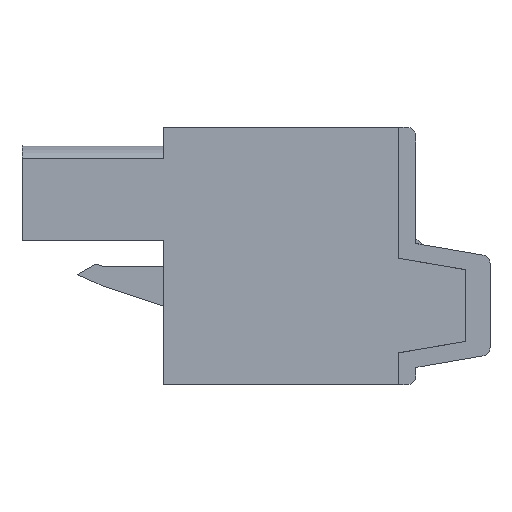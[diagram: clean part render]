
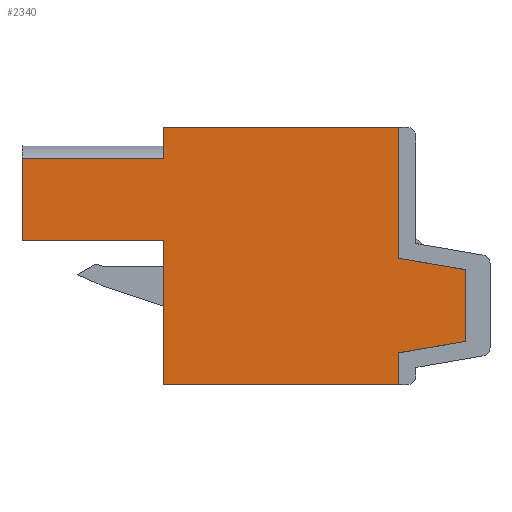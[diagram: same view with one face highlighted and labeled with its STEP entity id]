
A CAD part, left-side view. The second image highlights one B-rep face of the part: STEP entity #2340.
In plain terms, the highlighted planar face has unit normal (-1, 0, 0).
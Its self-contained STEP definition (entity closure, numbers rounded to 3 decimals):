
#2340 = ADVANCED_FACE( '', ( #4608 ), #4609, .F. );
#4608 = FACE_OUTER_BOUND( '', #6802, .T. );
#4609 = PLANE( '', #6803 );
#6802 = EDGE_LOOP( '', ( #13332, #13333, #13334, #13335, #13336, #13337, #13338, #13339, #13340, #13341, #13342, #13343 ) );
#6803 = AXIS2_PLACEMENT_3D( '', #13344, #13345, #13346 );
#13332 = ORIENTED_EDGE( '', *, *, #13818, .F. );
#13333 = ORIENTED_EDGE( '', *, *, #15880, .F. );
#13334 = ORIENTED_EDGE( '', *, *, #15847, .F. );
#13335 = ORIENTED_EDGE( '', *, *, #15224, .F. );
#13336 = ORIENTED_EDGE( '', *, *, #15604, .T. );
#13337 = ORIENTED_EDGE( '', *, *, #15066, .F. );
#13338 = ORIENTED_EDGE( '', *, *, #16010, .F. );
#13339 = ORIENTED_EDGE( '', *, *, #14991, .F. );
#13340 = ORIENTED_EDGE( '', *, *, #14133, .F. );
#13341 = ORIENTED_EDGE( '', *, *, #16041, .F. );
#13342 = ORIENTED_EDGE( '', *, *, #15619, .F. );
#13343 = ORIENTED_EDGE( '', *, *, #14738, .F. );
#13344 = CARTESIAN_POINT( '', ( -12.7, 0., 0. ) );
#13345 = DIRECTION( '', ( 1., 0., 0. ) );
#13346 = DIRECTION( '', ( 0., 0., -1. ) );
#13818 = EDGE_CURVE( '', #16728, #16729, #16730, .T. );
#14133 = EDGE_CURVE( '', #17285, #17287, #17288, .T. );
#14738 = EDGE_CURVE( '', #16729, #18248, #18249, .T. );
#14991 = EDGE_CURVE( '', #17287, #18618, #18619, .T. );
#15066 = EDGE_CURVE( '', #18730, #18732, #18733, .T. );
#15224 = EDGE_CURVE( '', #18948, #18950, #18951, .T. );
#15604 = EDGE_CURVE( '', #18948, #18732, #19436, .T. );
#15619 = EDGE_CURVE( '', #18248, #19453, #19454, .T. );
#15847 = EDGE_CURVE( '', #18950, #19715, #19717, .T. );
#15880 = EDGE_CURVE( '', #19715, #16728, #19752, .T. );
#16010 = EDGE_CURVE( '', #18618, #18730, #19892, .T. );
#16041 = EDGE_CURVE( '', #19453, #17285, #19923, .T. );
#16728 = VERTEX_POINT( '', #20903 );
#16729 = VERTEX_POINT( '', #20904 );
#16730 = LINE( '', #20905, #20906 );
#17285 = VERTEX_POINT( '', #21692 );
#17287 = VERTEX_POINT( '', #21695 );
#17288 = LINE( '', #21696, #21697 );
#18248 = VERTEX_POINT( '', #23113 );
#18249 = LINE( '', #23114, #23115 );
#18618 = VERTEX_POINT( '', #23651 );
#18619 = LINE( '', #23652, #23653 );
#18730 = VERTEX_POINT( '', #23816 );
#18732 = VERTEX_POINT( '', #23819 );
#18733 = LINE( '', #23820, #23821 );
#18948 = VERTEX_POINT( '', #24146 );
#18950 = VERTEX_POINT( '', #24149 );
#18951 = LINE( '', #24150, #24151 );
#19436 = LINE( '', #24885, #24886 );
#19453 = VERTEX_POINT( '', #24912 );
#19454 = LINE( '', #24913, #24914 );
#19715 = VERTEX_POINT( '', #25281 );
#19717 = LINE( '', #25284, #25285 );
#19752 = LINE( '', #25332, #25333 );
#19892 = LINE( '', #25522, #25523 );
#19923 = LINE( '', #25557, #25558 );
#20903 = CARTESIAN_POINT( '', ( -12.7, 15.245, 8.497 ) );
#20904 = CARTESIAN_POINT( '', ( -12.7, 1.635, 8.497 ) );
#20905 = CARTESIAN_POINT( '', ( -12.7, 15.245, 8.497 ) );
#20906 = VECTOR( '', #25933, 1000. );
#21692 = CARTESIAN_POINT( '', ( -12.7, -2.248, -3.898 ) );
#21695 = CARTESIAN_POINT( '', ( -12.7, 1.635, -4.563 ) );
#21696 = CARTESIAN_POINT( '', ( -12.7, -2.248, -3.898 ) );
#21697 = VECTOR( '', #26283, 1000. );
#23113 = CARTESIAN_POINT( '', ( -12.7, 1.635, 0.917 ) );
#23114 = CARTESIAN_POINT( '', ( -12.7, 1.635, 8.497 ) );
#23115 = VECTOR( '', #26839, 1000. );
#23651 = CARTESIAN_POINT( '', ( -12.7, 1.635, -6.403 ) );
#23652 = CARTESIAN_POINT( '', ( -12.7, 1.635, -4.563 ) );
#23653 = VECTOR( '', #27079, 1000. );
#23816 = CARTESIAN_POINT( '', ( -12.7, 15.245, -6.403 ) );
#23819 = CARTESIAN_POINT( '', ( -12.7, 15.245, 1.947 ) );
#23820 = CARTESIAN_POINT( '', ( -12.7, 15.245, -6.403 ) );
#23821 = VECTOR( '', #27160, 1000. );
#24146 = CARTESIAN_POINT( '', ( -12.7, 23.445, 1.947 ) );
#24149 = CARTESIAN_POINT( '', ( -12.7, 23.445, 6.697 ) );
#24150 = CARTESIAN_POINT( '', ( -12.7, 23.445, 1.947 ) );
#24151 = VECTOR( '', #27302, 1000. );
#24885 = CARTESIAN_POINT( '', ( -12.7, 23.445, 1.947 ) );
#24886 = VECTOR( '', #27621, 1000. );
#24912 = CARTESIAN_POINT( '', ( -12.7, -2.248, 0.252 ) );
#24913 = CARTESIAN_POINT( '', ( -12.7, 1.635, 0.917 ) );
#24914 = VECTOR( '', #27631, 1000. );
#25281 = CARTESIAN_POINT( '', ( -12.7, 15.245, 6.697 ) );
#25284 = CARTESIAN_POINT( '', ( -12.7, 23.445, 6.697 ) );
#25285 = VECTOR( '', #27790, 1000. );
#25332 = CARTESIAN_POINT( '', ( -12.7, 15.245, -6.403 ) );
#25333 = VECTOR( '', #27809, 1000. );
#25522 = CARTESIAN_POINT( '', ( -12.7, 1.635, -6.403 ) );
#25523 = VECTOR( '', #27871, 1000. );
#25557 = CARTESIAN_POINT( '', ( -12.7, -2.248, 0.252 ) );
#25558 = VECTOR( '', #27878, 1000. );
#25933 = DIRECTION( '', ( 0., -1., 0. ) );
#26283 = DIRECTION( '', ( 0., 0.986, -0.169 ) );
#26839 = DIRECTION( '', ( 0., 0., -1. ) );
#27079 = DIRECTION( '', ( 0., 0., -1. ) );
#27160 = DIRECTION( '', ( 0., 0., 1. ) );
#27302 = DIRECTION( '', ( 0., 0., 1. ) );
#27621 = DIRECTION( '', ( 0., -1., 0. ) );
#27631 = DIRECTION( '', ( 0., -0.986, -0.169 ) );
#27790 = DIRECTION( '', ( 0., -1., 0. ) );
#27809 = DIRECTION( '', ( 0., 0., 1. ) );
#27871 = DIRECTION( '', ( 0., 1., 0. ) );
#27878 = DIRECTION( '', ( 0., 0., -1. ) );
